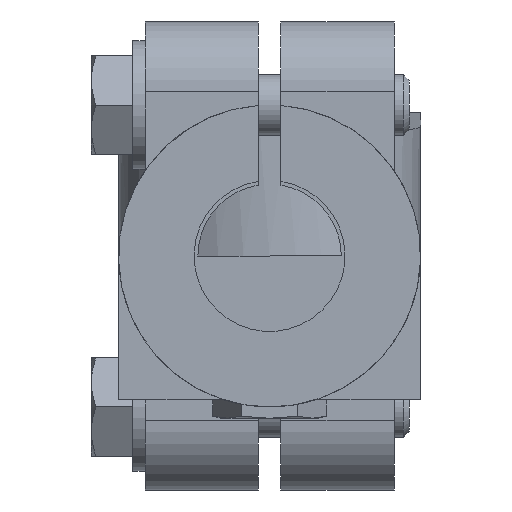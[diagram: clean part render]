
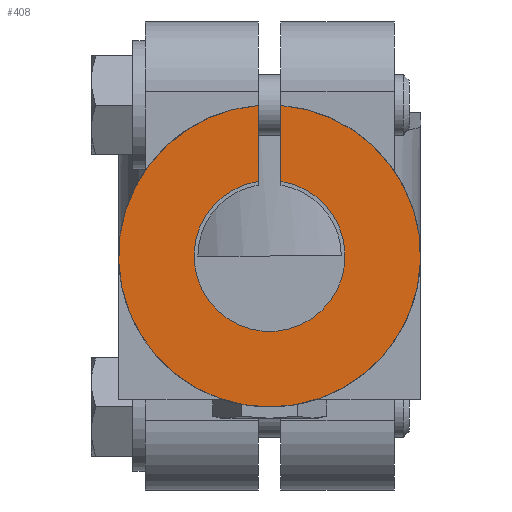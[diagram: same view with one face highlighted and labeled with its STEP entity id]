
A CAD part, left-side view. The second image highlights one B-rep face of the part: STEP entity #408.
In plain terms, the highlighted planar face has unit normal (-1, 0, 0).
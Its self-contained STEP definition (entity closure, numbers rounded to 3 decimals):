
#408 = ADVANCED_FACE( '', ( #802 ), #803, .F. );
#802 = FACE_OUTER_BOUND( '', #1184, .T. );
#803 = PLANE( '', #1185 );
#1184 = EDGE_LOOP( '', ( #2093, #2094, #2095, #2096 ) );
#1185 = AXIS2_PLACEMENT_3D( '', #2097, #2098, #2099 );
#2093 = ORIENTED_EDGE( '', *, *, #2459, .T. );
#2094 = ORIENTED_EDGE( '', *, *, #2480, .T. );
#2095 = ORIENTED_EDGE( '', *, *, #2492, .T. );
#2096 = ORIENTED_EDGE( '', *, *, #2440, .F. );
#2097 = CARTESIAN_POINT( '', ( 0., 0., 0. ) );
#2098 = DIRECTION( '', ( 1., 0., 0. ) );
#2099 = DIRECTION( '', ( 0., 0., -1. ) );
#2440 = EDGE_CURVE( '', #2948, #2951, #2952, .T. );
#2459 = EDGE_CURVE( '', #2948, #2975, #2977, .T. );
#2480 = EDGE_CURVE( '', #2975, #3002, #3004, .T. );
#2492 = EDGE_CURVE( '', #3002, #2951, #3020, .T. );
#2948 = VERTEX_POINT( '', #3717 );
#2951 = VERTEX_POINT( '', #3721 );
#2952 = CIRCLE( '', #3722, 20. );
#2975 = VERTEX_POINT( '', #3754 );
#2977 = LINE( '', #3757, #3758 );
#3002 = VERTEX_POINT( '', #3793 );
#3004 = CIRCLE( '', #3796, 10. );
#3020 = LINE( '', #3822, #3823 );
#3717 = CARTESIAN_POINT( '', ( 0., -1.5, 19.944 ) );
#3721 = CARTESIAN_POINT( '', ( 0., 1.5, 19.944 ) );
#3722 = AXIS2_PLACEMENT_3D( '', #4257, #4258, #4259 );
#3754 = CARTESIAN_POINT( '', ( 0., -1.5, 9.887 ) );
#3757 = CARTESIAN_POINT( '', ( 0., -1.5, 51. ) );
#3758 = VECTOR( '', #4288, 1000. );
#3793 = CARTESIAN_POINT( '', ( 0., 1.5, 9.887 ) );
#3796 = AXIS2_PLACEMENT_3D( '', #4309, #4310, #4311 );
#3822 = CARTESIAN_POINT( '', ( 0., 1.5, 9.381 ) );
#3823 = VECTOR( '', #4322, 1000. );
#4257 = CARTESIAN_POINT( '', ( 0., 0., 0. ) );
#4258 = DIRECTION( '', ( 1., 0., 0. ) );
#4259 = DIRECTION( '', ( 0., 0., -1. ) );
#4288 = DIRECTION( '', ( 0., 0., -1. ) );
#4309 = CARTESIAN_POINT( '', ( 0., 0., 0. ) );
#4310 = DIRECTION( '', ( 1., 0., 0. ) );
#4311 = DIRECTION( '', ( 0., 0., -1. ) );
#4322 = DIRECTION( '', ( 0., 0., 1. ) );
